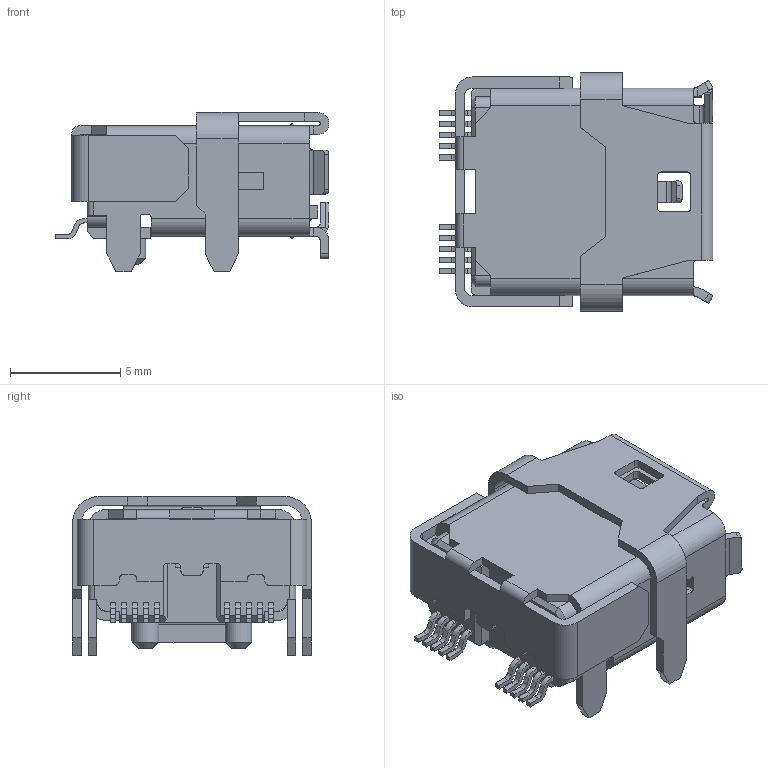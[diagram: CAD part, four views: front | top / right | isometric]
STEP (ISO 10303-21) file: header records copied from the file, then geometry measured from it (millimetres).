
FILE_DESCRIPTION (( 'STEP AP214' ), '1' );
FILE_NAME ('IXJ-H-A_3D.step', '2024-12-10T17:23:05', ( '' ), ( '' ), 'SwSTEP 2.0', 'SolidWorks 2022', '' );
FILE_SCHEMA (( 'AUTOMOTIVE_DESIGN' ));
Length unit declared in the file: millimetre
Products named in the file (1): IXJ-H-A_3D
Bounding box: 12.4 x 10.8 x 7.2 mm (x, y, z)
Volume: 270.1 mm3; surface area: 966.1 mm2
Topology: 1 solids, 1 shells, 461 faces, 1313 edges, 858 vertices
Faces by surface type: plane 314, cylinder 141, cone 6
Entity records: 16974 total; most frequent: CARTESIAN_POINT 2863, ORIENTED_EDGE 2626, DIRECTION 2456, EDGE_CURVE 1313, VECTOR 1008, LINE 1008, VERTEX_POINT 858, AXIS2_PLACEMENT_3D 724
